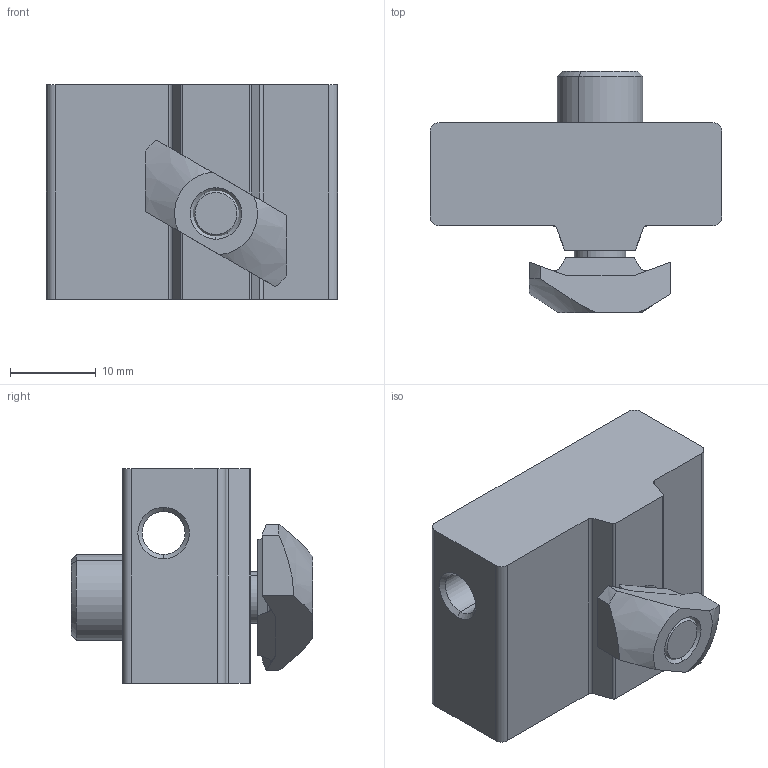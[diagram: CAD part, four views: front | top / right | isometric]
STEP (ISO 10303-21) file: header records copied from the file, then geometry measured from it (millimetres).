
FILE_DESCRIPTION (( 'STEP AP214' ), '1' );
FILE_NAME ('25x35mm Panel Retainer Bracket - M6 Drop-In Nut(40DPR-0411-001-03).step', '2023-09-05T14:46:44', ( '' ), ( '' ), 'SwSTEP 2.0', 'SolidWorks 2020', '' );
FILE_SCHEMA (( 'AUTOMOTIVE_DESIGN' ));
Length unit declared in the file: millimetre
Products named in the file (1): 25x35mm Panel Retainer Bracket - M6 Drop-In Nut(40DPR-0411-001-03)
Bounding box: 33.91 x 28.12 x 25 mm (x, y, z)
Volume: 11265.4 mm3; surface area: 5335.6 mm2
Topology: 3 solids, 3 shells, 82 faces, 200 edges, 125 vertices
Faces by surface type: plane 40, cylinder 24, cone 16, torus 2
Entity records: 2518 total; most frequent: CARTESIAN_POINT 466, DIRECTION 418, ORIENTED_EDGE 396, EDGE_CURVE 198, AXIS2_PLACEMENT_3D 149, VERTEX_POINT 125, LINE 120, VECTOR 120
